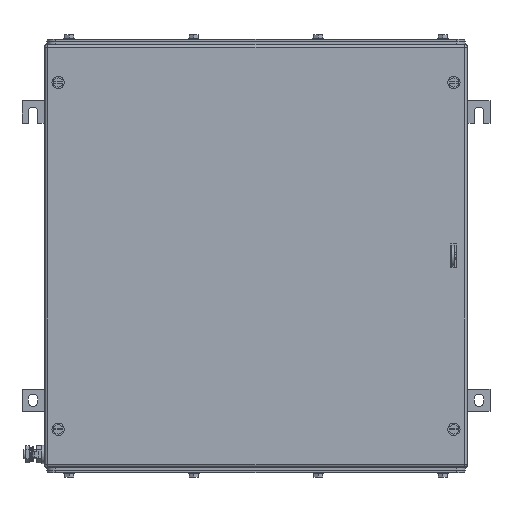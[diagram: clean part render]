
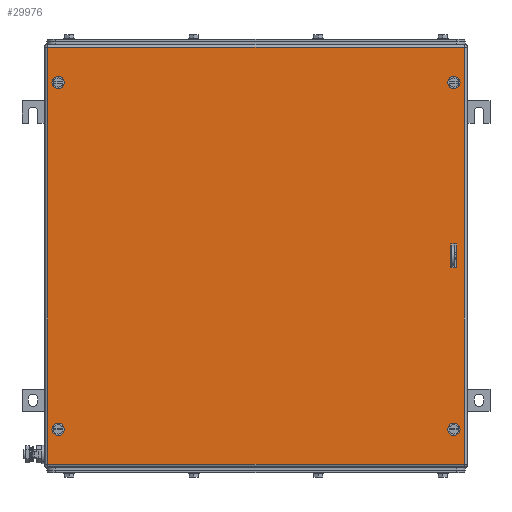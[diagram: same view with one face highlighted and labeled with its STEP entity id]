
A CAD part, top view. The second image highlights one B-rep face of the part: STEP entity #29976.
In plain terms, the highlighted planar face has unit normal (0, 0, 1).
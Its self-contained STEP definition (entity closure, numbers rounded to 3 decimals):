
#29816=AXIS2_PLACEMENT_3D('Circle Axis2P3D',#29814,#29815,$) ;
#29843=AXIS2_PLACEMENT_3D('Plane Axis2P3D',#29840,#29841,#29842) ;
#29881=AXIS2_PLACEMENT_3D('Circle Axis2P3D',#29879,#29880,$) ;
#29890=AXIS2_PLACEMENT_3D('Circle Axis2P3D',#29888,#29889,$) ;
#29899=AXIS2_PLACEMENT_3D('Circle Axis2P3D',#29897,#29898,$) ;
#29908=AXIS2_PLACEMENT_3D('Circle Axis2P3D',#29906,#29907,$) ;
#29917=AXIS2_PLACEMENT_3D('Circle Axis2P3D',#29915,#29916,$) ;
#29926=AXIS2_PLACEMENT_3D('Circle Axis2P3D',#29924,#29925,$) ;
#29935=AXIS2_PLACEMENT_3D('Circle Axis2P3D',#29933,#29934,$) ;
#29811=CARTESIAN_POINT('Vertex',(44.5,447.75,153.5)) ;
#29814=CARTESIAN_POINT('Axis2P3D Location',(41.,447.75,153.5)) ;
#29818=CARTESIAN_POINT('Vertex',(37.5,447.75,153.5)) ;
#29840=CARTESIAN_POINT('Axis2P3D Location',(265.5,251.,153.5)) ;
#29845=CARTESIAN_POINT('Line Origine',(265.5,487.5,153.5)) ;
#29849=CARTESIAN_POINT('Vertex',(502.,487.5,153.5)) ;
#29851=CARTESIAN_POINT('Vertex',(29.,487.5,153.5)) ;
#29854=CARTESIAN_POINT('Line Origine',(29.,251.,153.5)) ;
#29858=CARTESIAN_POINT('Vertex',(29.,14.5,153.5)) ;
#29861=CARTESIAN_POINT('Line Origine',(265.5,14.5,153.5)) ;
#29865=CARTESIAN_POINT('Vertex',(502.,14.5,153.5)) ;
#29868=CARTESIAN_POINT('Line Origine',(502.,251.,153.5)) ;
#29879=CARTESIAN_POINT('Axis2P3D Location',(41.,447.75,153.5)) ;
#29888=CARTESIAN_POINT('Axis2P3D Location',(41.,54.25,153.5)) ;
#29892=CARTESIAN_POINT('Vertex',(37.5,54.25,153.5)) ;
#29894=CARTESIAN_POINT('Vertex',(44.5,54.25,153.5)) ;
#29897=CARTESIAN_POINT('Axis2P3D Location',(41.,54.25,153.5)) ;
#29906=CARTESIAN_POINT('Axis2P3D Location',(490.,54.25,153.5)) ;
#29910=CARTESIAN_POINT('Vertex',(493.5,54.25,153.5)) ;
#29912=CARTESIAN_POINT('Vertex',(486.5,54.25,153.5)) ;
#29915=CARTESIAN_POINT('Axis2P3D Location',(490.,54.25,153.5)) ;
#29924=CARTESIAN_POINT('Axis2P3D Location',(490.,447.75,153.5)) ;
#29928=CARTESIAN_POINT('Vertex',(493.5,447.75,153.5)) ;
#29930=CARTESIAN_POINT('Vertex',(486.5,447.75,153.5)) ;
#29933=CARTESIAN_POINT('Axis2P3D Location',(490.,447.75,153.5)) ;
#29942=CARTESIAN_POINT('Line Origine',(489.75,237.5,153.5)) ;
#29946=CARTESIAN_POINT('Vertex',(493.,237.5,153.5)) ;
#29948=CARTESIAN_POINT('Vertex',(486.5,237.5,153.5)) ;
#29951=CARTESIAN_POINT('Line Origine',(486.5,251.,153.5)) ;
#29955=CARTESIAN_POINT('Vertex',(486.5,264.5,153.5)) ;
#29958=CARTESIAN_POINT('Line Origine',(489.75,264.5,153.5)) ;
#29962=CARTESIAN_POINT('Vertex',(493.,264.5,153.5)) ;
#29965=CARTESIAN_POINT('Line Origine',(493.,251.,153.5)) ;
#29815=DIRECTION('Axis2P3D Direction',(0.,0.,1.)) ;
#29841=DIRECTION('Axis2P3D Direction',(0.,0.,1.)) ;
#29842=DIRECTION('Axis2P3D XDirection',(1.,0.,0.)) ;
#29846=DIRECTION('Vector Direction',(1.,0.,0.)) ;
#29855=DIRECTION('Vector Direction',(0.,-1.,0.)) ;
#29862=DIRECTION('Vector Direction',(1.,0.,0.)) ;
#29869=DIRECTION('Vector Direction',(0.,1.,0.)) ;
#29880=DIRECTION('Axis2P3D Direction',(0.,0.,1.)) ;
#29889=DIRECTION('Axis2P3D Direction',(0.,0.,1.)) ;
#29898=DIRECTION('Axis2P3D Direction',(0.,0.,1.)) ;
#29907=DIRECTION('Axis2P3D Direction',(0.,0.,1.)) ;
#29916=DIRECTION('Axis2P3D Direction',(0.,0.,1.)) ;
#29925=DIRECTION('Axis2P3D Direction',(0.,0.,1.)) ;
#29934=DIRECTION('Axis2P3D Direction',(0.,0.,1.)) ;
#29943=DIRECTION('Vector Direction',(-1.,0.,0.)) ;
#29952=DIRECTION('Vector Direction',(0.,1.,0.)) ;
#29959=DIRECTION('Vector Direction',(1.,0.,0.)) ;
#29966=DIRECTION('Vector Direction',(0.,-1.,0.)) ;
#29847=VECTOR('Line Direction',#29846,1.) ;
#29856=VECTOR('Line Direction',#29855,1.) ;
#29863=VECTOR('Line Direction',#29862,1.) ;
#29870=VECTOR('Line Direction',#29869,1.) ;
#29944=VECTOR('Line Direction',#29943,1.) ;
#29953=VECTOR('Line Direction',#29952,1.) ;
#29960=VECTOR('Line Direction',#29959,1.) ;
#29967=VECTOR('Line Direction',#29966,1.) ;
#29874=ORIENTED_EDGE('',*,*,#29853,.T.) ;
#29875=ORIENTED_EDGE('',*,*,#29860,.T.) ;
#29876=ORIENTED_EDGE('',*,*,#29867,.T.) ;
#29877=ORIENTED_EDGE('',*,*,#29872,.T.) ;
#29885=ORIENTED_EDGE('',*,*,#29883,.F.) ;
#29886=ORIENTED_EDGE('',*,*,#29820,.F.) ;
#29903=ORIENTED_EDGE('',*,*,#29896,.F.) ;
#29904=ORIENTED_EDGE('',*,*,#29901,.F.) ;
#29921=ORIENTED_EDGE('',*,*,#29914,.F.) ;
#29922=ORIENTED_EDGE('',*,*,#29919,.F.) ;
#29939=ORIENTED_EDGE('',*,*,#29932,.F.) ;
#29940=ORIENTED_EDGE('',*,*,#29937,.F.) ;
#29971=ORIENTED_EDGE('',*,*,#29950,.T.) ;
#29972=ORIENTED_EDGE('',*,*,#29957,.T.) ;
#29973=ORIENTED_EDGE('',*,*,#29964,.T.) ;
#29974=ORIENTED_EDGE('',*,*,#29969,.T.) ;
#29887=FACE_BOUND('',#29884,.T.) ;
#29905=FACE_BOUND('',#29902,.T.) ;
#29923=FACE_BOUND('',#29920,.T.) ;
#29941=FACE_BOUND('',#29938,.T.) ;
#29975=FACE_BOUND('',#29970,.T.) ;
#29976=ADVANCED_FACE('ZUB_KTB_MH_484815_2GP_AllCATPart.2\\ZUB_DE_KTB_MH_480X480.1\\DE_KTB_MH_PART_MASTER.1\\Koerper.2',(#29878,#29887,#29905,#29923,#29941,#29975),#29844,.T.) ;
#29817=CIRCLE('generated circle',#29816,3.5) ;
#29882=CIRCLE('generated circle',#29881,3.5) ;
#29891=CIRCLE('generated circle',#29890,3.5) ;
#29900=CIRCLE('generated circle',#29899,3.5) ;
#29909=CIRCLE('generated circle',#29908,3.5) ;
#29918=CIRCLE('generated circle',#29917,3.5) ;
#29927=CIRCLE('generated circle',#29926,3.5) ;
#29936=CIRCLE('generated circle',#29935,3.5) ;
#29820=EDGE_CURVE('',#29812,#29819,#29817,.T.) ;
#29853=EDGE_CURVE('',#29850,#29852,#29848,.F.) ;
#29860=EDGE_CURVE('',#29852,#29859,#29857,.T.) ;
#29867=EDGE_CURVE('',#29859,#29866,#29864,.T.) ;
#29872=EDGE_CURVE('',#29866,#29850,#29871,.T.) ;
#29883=EDGE_CURVE('',#29819,#29812,#29882,.T.) ;
#29896=EDGE_CURVE('',#29893,#29895,#29891,.T.) ;
#29901=EDGE_CURVE('',#29895,#29893,#29900,.T.) ;
#29914=EDGE_CURVE('',#29911,#29913,#29909,.T.) ;
#29919=EDGE_CURVE('',#29913,#29911,#29918,.T.) ;
#29932=EDGE_CURVE('',#29929,#29931,#29927,.T.) ;
#29937=EDGE_CURVE('',#29931,#29929,#29936,.T.) ;
#29950=EDGE_CURVE('',#29947,#29949,#29945,.T.) ;
#29957=EDGE_CURVE('',#29949,#29956,#29954,.T.) ;
#29964=EDGE_CURVE('',#29956,#29963,#29961,.T.) ;
#29969=EDGE_CURVE('',#29963,#29947,#29968,.T.) ;
#29873=EDGE_LOOP('',(#29874,#29875,#29876,#29877)) ;
#29884=EDGE_LOOP('',(#29885,#29886)) ;
#29902=EDGE_LOOP('',(#29903,#29904)) ;
#29920=EDGE_LOOP('',(#29921,#29922)) ;
#29938=EDGE_LOOP('',(#29939,#29940)) ;
#29970=EDGE_LOOP('',(#29971,#29972,#29973,#29974)) ;
#29878=FACE_OUTER_BOUND('',#29873,.T.) ;
#29848=LINE('Line',#29845,#29847) ;
#29857=LINE('Line',#29854,#29856) ;
#29864=LINE('Line',#29861,#29863) ;
#29871=LINE('Line',#29868,#29870) ;
#29945=LINE('Line',#29942,#29944) ;
#29954=LINE('Line',#29951,#29953) ;
#29961=LINE('Line',#29958,#29960) ;
#29968=LINE('Line',#29965,#29967) ;
#29844=PLANE('',#29843) ;
#29812=VERTEX_POINT('',#29811) ;
#29819=VERTEX_POINT('',#29818) ;
#29850=VERTEX_POINT('',#29849) ;
#29852=VERTEX_POINT('',#29851) ;
#29859=VERTEX_POINT('',#29858) ;
#29866=VERTEX_POINT('',#29865) ;
#29893=VERTEX_POINT('',#29892) ;
#29895=VERTEX_POINT('',#29894) ;
#29911=VERTEX_POINT('',#29910) ;
#29913=VERTEX_POINT('',#29912) ;
#29929=VERTEX_POINT('',#29928) ;
#29931=VERTEX_POINT('',#29930) ;
#29947=VERTEX_POINT('',#29946) ;
#29949=VERTEX_POINT('',#29948) ;
#29956=VERTEX_POINT('',#29955) ;
#29963=VERTEX_POINT('',#29962) ;
